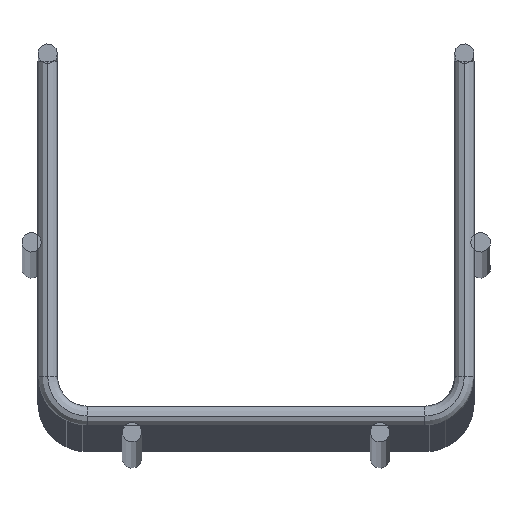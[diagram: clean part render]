
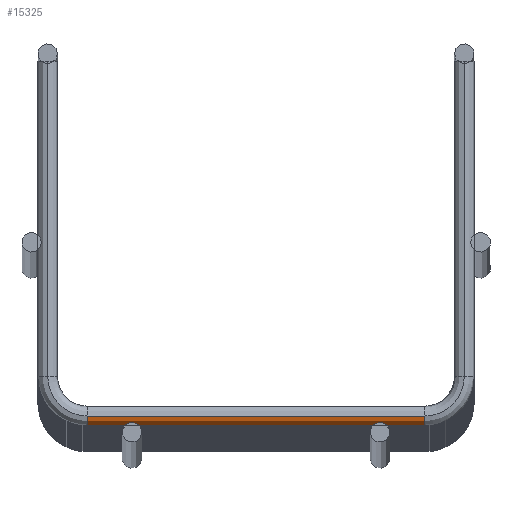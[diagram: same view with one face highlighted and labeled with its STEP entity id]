
A CAD part, top view. The second image highlights one B-rep face of the part: STEP entity #15325.
In plain terms, the highlighted cylindrical face has radius 2 mm (diameter 4 mm), a partial arc.
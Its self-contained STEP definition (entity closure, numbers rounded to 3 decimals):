
#138 = CARTESIAN_POINT ( 'NONE',  ( -44., 0., -2. ) ) ;
#362 = VERTEX_POINT ( 'NONE', #15611 ) ;
#492 = CARTESIAN_POINT ( 'NONE',  ( 34., 2., 0. ) ) ;
#1919 = VECTOR ( 'NONE', #2673, 1000. ) ;
#1925 = CARTESIAN_POINT ( 'NONE',  ( -34., 2., -2. ) ) ;
#2107 = DIRECTION ( 'NONE',  ( 1., 0., 0. ) ) ;
#2668 = AXIS2_PLACEMENT_3D ( 'NONE', #1925, #2107, #6365 ) ;
#2673 = DIRECTION ( 'NONE',  ( -1., 0., 0. ) ) ;
#2917 = ORIENTED_EDGE ( 'NONE', *, *, #17417, .T. ) ;
#3743 = CARTESIAN_POINT ( 'NONE',  ( 40., 2., -2. ) ) ;
#3825 = DIRECTION ( 'NONE',  ( 1., 0., 0. ) ) ;
#3961 = CARTESIAN_POINT ( 'NONE',  ( 34., 2., -2. ) ) ;
#4920 = DIRECTION ( 'NONE',  ( 0., 1., 0. ) ) ;
#5247 = CARTESIAN_POINT ( 'NONE',  ( 34., 0., -2. ) ) ;
#5676 = DIRECTION ( 'NONE',  ( 1., 0., 0. ) ) ;
#6365 = DIRECTION ( 'NONE',  ( 0., 0., -1. ) ) ;
#7818 = FACE_OUTER_BOUND ( 'NONE', #7885, .T. ) ;
#7885 = EDGE_LOOP ( 'NONE', ( #11981, #10111, #10767, #2917 ) ) ;
#8163 = CIRCLE ( 'NONE', #2668, 2. ) ;
#9360 = AXIS2_PLACEMENT_3D ( 'NONE', #3743, #3825, #4920 ) ;
#9871 = VECTOR ( 'NONE', #5676, 1000. ) ;
#9882 = VERTEX_POINT ( 'NONE', #492 ) ;
#10111 = ORIENTED_EDGE ( 'NONE', *, *, #10915, .T. ) ;
#10398 = VERTEX_POINT ( 'NONE', #5247 ) ;
#10767 = ORIENTED_EDGE ( 'NONE', *, *, #17030, .F. ) ;
#10915 = EDGE_CURVE ( 'NONE', #17637, #10398, #15260, .T. ) ;
#11154 = CIRCLE ( 'NONE', #14898, 2. ) ;
#11205 = DIRECTION ( 'NONE',  ( 1., 0., 0. ) ) ;
#11338 = CARTESIAN_POINT ( 'NONE',  ( -34., 2., 0. ) ) ;
#11981 = ORIENTED_EDGE ( 'NONE', *, *, #12814, .T. ) ;
#12814 = EDGE_CURVE ( 'NONE', #362, #17637, #8163, .T. ) ;
#13171 = CYLINDRICAL_SURFACE ( 'NONE', #9360, 2. ) ;
#14888 = LINE ( 'NONE', #11338, #1919 ) ;
#14898 = AXIS2_PLACEMENT_3D ( 'NONE', #3961, #11205, #16708 ) ;
#15260 = LINE ( 'NONE', #138, #9871 ) ;
#15325 = ADVANCED_FACE ( 'NONE', ( #7818 ), #13171, .T. ) ;
#15611 = CARTESIAN_POINT ( 'NONE',  ( -34., 2., 0. ) ) ;
#16708 = DIRECTION ( 'NONE',  ( 0., 0., -1. ) ) ;
#17030 = EDGE_CURVE ( 'NONE', #9882, #10398, #11154, .T. ) ;
#17382 = CARTESIAN_POINT ( 'NONE',  ( -34., 0., -2. ) ) ;
#17417 = EDGE_CURVE ( 'NONE', #9882, #362, #14888, .T. ) ;
#17637 = VERTEX_POINT ( 'NONE', #17382 ) ;
